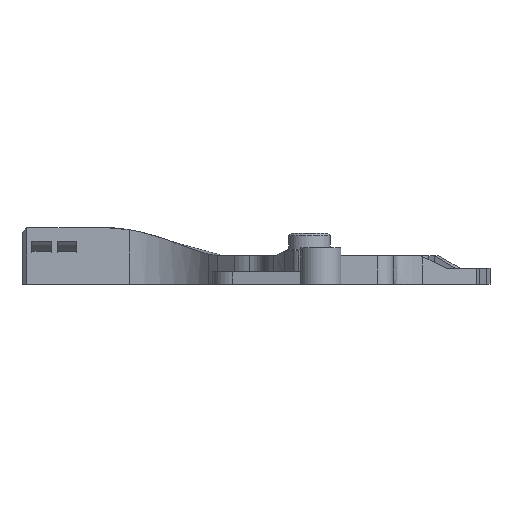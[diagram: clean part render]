
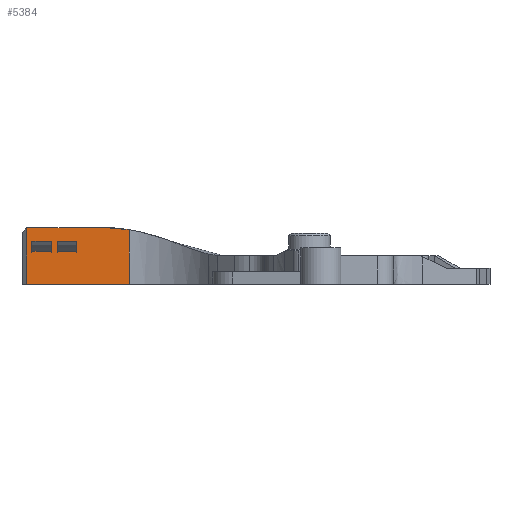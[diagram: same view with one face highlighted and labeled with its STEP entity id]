
A CAD part, left-side view. The second image highlights one B-rep face of the part: STEP entity #5384.
In plain terms, the highlighted planar face has unit normal (-1, 0, 0).
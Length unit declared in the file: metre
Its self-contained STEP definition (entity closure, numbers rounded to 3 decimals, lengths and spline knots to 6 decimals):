
#41=B_SPLINE_CURVE_WITH_KNOTS('',3,(#8450,#8451,#8452,#8453),
 .UNSPECIFIED.,.F.,.F.,(4,4),(0.,0.003728),.UNSPECIFIED.);
#268=LINE('',#8234,#747);
#273=LINE('',#8250,#752);
#275=LINE('',#8259,#754);
#276=LINE('',#8263,#755);
#280=LINE('',#8277,#759);
#285=LINE('',#8293,#764);
#287=LINE('',#8298,#766);
#288=LINE('',#8300,#767);
#300=LINE('',#8336,#779);
#311=LINE('',#8386,#790);
#325=LINE('',#8532,#804);
#326=LINE('',#8534,#805);
#747=VECTOR('',#6550,1.);
#752=VECTOR('',#6563,1.);
#754=VECTOR('',#6571,1.);
#755=VECTOR('',#6576,1.);
#759=VECTOR('',#6588,1.);
#764=VECTOR('',#6601,1.);
#766=VECTOR('',#6607,1.);
#767=VECTOR('',#6610,1.);
#779=VECTOR('',#6644,1.);
#790=VECTOR('',#6671,1.);
#804=VECTOR('',#6705,1.);
#805=VECTOR('',#6706,1.);
#1171=PLANE('',#5787);
#1709=ORIENTED_EDGE('',*,*,#3085,.F.);
#1710=ORIENTED_EDGE('',*,*,#3072,.F.);
#1711=ORIENTED_EDGE('',*,*,#3064,.T.);
#1712=ORIENTED_EDGE('',*,*,#3096,.F.);
#1713=ORIENTED_EDGE('',*,*,#3078,.F.);
#1714=ORIENTED_EDGE('',*,*,#3076,.F.);
#1715=ORIENTED_EDGE('',*,*,#3097,.F.);
#1716=ORIENTED_EDGE('',*,*,#3093,.F.);
#1717=ORIENTED_EDGE('',*,*,#3154,.T.);
#1718=ORIENTED_EDGE('',*,*,#3155,.F.);
#1719=ORIENTED_EDGE('',*,*,#3112,.F.);
#1720=ORIENTED_EDGE('',*,*,#3138,.T.);
#1721=ORIENTED_EDGE('',*,*,#3129,.T.);
#3064=EDGE_CURVE('',#3829,#3828,#268,.T.);
#3072=EDGE_CURVE('',#3829,#3836,#273,.T.);
#3076=EDGE_CURVE('',#3839,#3840,#275,.T.);
#3078=EDGE_CURVE('',#3840,#3841,#276,.T.);
#3085=EDGE_CURVE('',#3836,#3847,#280,.T.);
#3093=EDGE_CURVE('',#3841,#3854,#285,.T.);
#3096=EDGE_CURVE('',#3847,#3828,#287,.T.);
#3097=EDGE_CURVE('',#3854,#3839,#288,.T.);
#3112=EDGE_CURVE('',#3860,#3861,#300,.T.);
#3129=EDGE_CURVE('',#3874,#3873,#311,.T.);
#3138=EDGE_CURVE('',#3860,#3874,#41,.T.);
#3154=EDGE_CURVE('',#3873,#3889,#325,.T.);
#3155=EDGE_CURVE('',#3861,#3889,#326,.T.);
#3828=VERTEX_POINT('',#8233);
#3829=VERTEX_POINT('',#8235);
#3836=VERTEX_POINT('',#8251);
#3839=VERTEX_POINT('',#8258);
#3840=VERTEX_POINT('',#8260);
#3841=VERTEX_POINT('',#8264);
#3847=VERTEX_POINT('',#8278);
#3854=VERTEX_POINT('',#8294);
#3860=VERTEX_POINT('',#8335);
#3861=VERTEX_POINT('',#8337);
#3873=VERTEX_POINT('',#8385);
#3874=VERTEX_POINT('',#8387);
#3889=VERTEX_POINT('',#8533);
#4590=EDGE_LOOP('',(#1709,#1710,#1711,#1712));
#4591=EDGE_LOOP('',(#1713,#1714,#1715,#1716));
#4592=EDGE_LOOP('',(#1717,#1718,#1719,#1720,#1721));
#4943=FACE_BOUND('',#4590,.T.);
#4944=FACE_BOUND('',#4591,.T.);
#4945=FACE_BOUND('',#4592,.T.);
#5384=ADVANCED_FACE('',(#4943,#4944,#4945),#1171,.T.);
#5787=AXIS2_PLACEMENT_3D('',#8531,#6703,#6704);
#6550=DIRECTION('',(0.,0.,-1.));
#6563=DIRECTION('',(0.,1.,0.));
#6571=DIRECTION('',(0.,1.,0.));
#6576=DIRECTION('',(0.,0.,-1.));
#6588=DIRECTION('',(0.,0.,-1.));
#6601=DIRECTION('',(0.,-1.,0.));
#6607=DIRECTION('',(0.,-1.,0.));
#6610=DIRECTION('',(0.,0.,1.));
#6644=DIRECTION('',(0.,0.,-1.));
#6671=DIRECTION('',(0.,1.,0.));
#6703=DIRECTION('',(-1.,0.,0.));
#6704=DIRECTION('',(0.,1.,0.));
#6705=DIRECTION('',(0.,0.,-1.));
#6706=DIRECTION('',(0.,1.,0.));
#8233=CARTESIAN_POINT('',(-0.002381,0.036196,0.005155));
#8234=CARTESIAN_POINT('',(-0.002381,0.036196,0.004105));
#8235=CARTESIAN_POINT('',(-0.002381,0.036196,0.00676));
#8250=CARTESIAN_POINT('',(-0.002381,0.041196,0.00676));
#8251=CARTESIAN_POINT('',(-0.002381,0.039196,0.00676));
#8258=CARTESIAN_POINT('',(-0.002381,0.040196,0.00676));
#8259=CARTESIAN_POINT('',(-0.002381,0.041196,0.00676));
#8260=CARTESIAN_POINT('',(-0.002381,0.043196,0.00676));
#8263=CARTESIAN_POINT('',(-0.002381,0.043196,0.006215));
#8264=CARTESIAN_POINT('',(-0.002381,0.043196,0.005155));
#8277=CARTESIAN_POINT('',(-0.002381,0.039196,0.004105));
#8278=CARTESIAN_POINT('',(-0.002381,0.039196,0.005155));
#8293=CARTESIAN_POINT('',(-0.002381,0.037196,0.005155));
#8294=CARTESIAN_POINT('',(-0.002381,0.040196,0.005155));
#8298=CARTESIAN_POINT('',(-0.002381,0.037196,0.005155));
#8300=CARTESIAN_POINT('',(-0.002381,0.040196,0.006215));
#8335=CARTESIAN_POINT('',(-0.002381,0.02806,0.008531));
#8336=CARTESIAN_POINT('',(-0.002381,0.02806,0.0055));
#8337=CARTESIAN_POINT('',(-0.002381,0.02806,0.));
#8385=CARTESIAN_POINT('',(-0.002381,0.043996,0.008864));
#8386=CARTESIAN_POINT('',(-0.002381,0.043746,0.008864));
#8387=CARTESIAN_POINT('',(-0.002381,0.031773,0.008864));
#8450=CARTESIAN_POINT('',(-0.002381,0.02806,0.008531));
#8451=CARTESIAN_POINT('',(-0.002381,0.029289,0.008741));
#8452=CARTESIAN_POINT('',(-0.002381,0.030525,0.008864));
#8453=CARTESIAN_POINT('',(-0.002381,0.031773,0.008864));
#8531=CARTESIAN_POINT('',(-0.002381,0.022326,0.0055));
#8532=CARTESIAN_POINT('',(-0.002381,0.043996,0.002));
#8533=CARTESIAN_POINT('',(-0.002381,0.043996,0.));
#8534=CARTESIAN_POINT('',(-0.002381,0.032382,0.));
